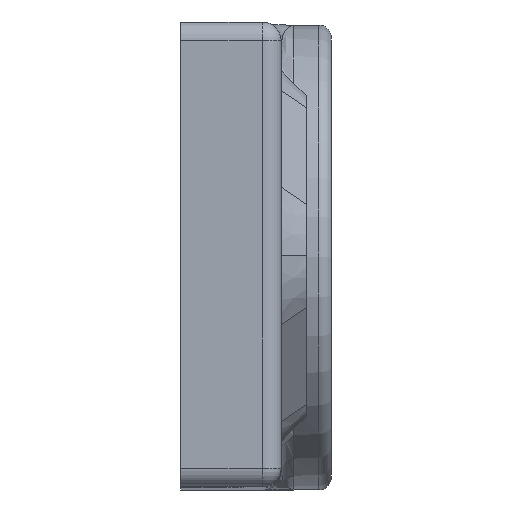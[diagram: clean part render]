
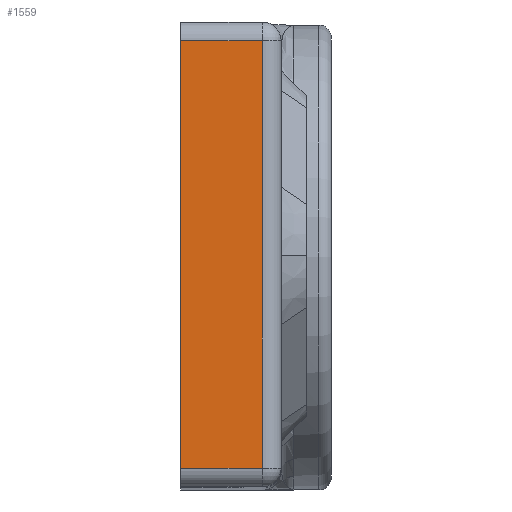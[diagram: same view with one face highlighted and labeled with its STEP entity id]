
A CAD part, top view. The second image highlights one B-rep face of the part: STEP entity #1559.
In plain terms, the highlighted planar face has unit normal (0, 0, 1).
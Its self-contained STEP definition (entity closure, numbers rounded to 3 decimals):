
#102 = DIRECTION ( 'NONE',  ( 1., 0., 0. ) ) ;
#119 = CARTESIAN_POINT ( 'NONE',  ( -12., -17., 140. ) ) ;
#403 = DIRECTION ( 'NONE',  ( -1., 0., 0. ) ) ;
#451 = CARTESIAN_POINT ( 'NONE',  ( 0., 17., 140. ) ) ;
#608 = ORIENTED_EDGE ( 'NONE', *, *, #2682, .T. ) ;
#691 = VECTOR ( 'NONE', #5897, 1000. ) ;
#707 = ORIENTED_EDGE ( 'NONE', *, *, #2595, .T. ) ;
#1019 = DIRECTION ( 'NONE',  ( 0., 0., 1. ) ) ;
#1053 = FACE_OUTER_BOUND ( 'NONE', #3602, .T. ) ;
#1055 = VERTEX_POINT ( 'NONE', #2825 ) ;
#1174 = VERTEX_POINT ( 'NONE', #451 ) ;
#1499 = DIRECTION ( 'NONE',  ( 1., 0., 0. ) ) ;
#1559 = ADVANCED_FACE ( 'NONE', ( #1053 ), #4471, .T. ) ;
#1568 = ORIENTED_EDGE ( 'NONE', *, *, #3539, .F. ) ;
#1596 = VERTEX_POINT ( 'NONE', #6451 ) ;
#1739 = ORIENTED_EDGE ( 'NONE', *, *, #4610, .T. ) ;
#1992 = CARTESIAN_POINT ( 'NONE',  ( -12., -18.5, 140. ) ) ;
#2065 = LINE ( 'NONE', #4623, #3704 ) ;
#2595 = EDGE_CURVE ( 'NONE', #5413, #1596, #4780, .T. ) ;
#2682 = EDGE_CURVE ( 'NONE', #1596, #1055, #2065, .T. ) ;
#2825 = CARTESIAN_POINT ( 'NONE',  ( 6.5, 17., 140. ) ) ;
#3164 = AXIS2_PLACEMENT_3D ( 'NONE', #1992, #1019, #1499 ) ;
#3227 = VECTOR ( 'NONE', #102, 1000. ) ;
#3416 = LINE ( 'NONE', #4412, #3580 ) ;
#3539 = EDGE_CURVE ( 'NONE', #5413, #1174, #5449, .T. ) ;
#3580 = VECTOR ( 'NONE', #403, 1000. ) ;
#3602 = EDGE_LOOP ( 'NONE', ( #1568, #707, #608, #1739 ) ) ;
#3704 = VECTOR ( 'NONE', #4174, 1000. ) ;
#4174 = DIRECTION ( 'NONE',  ( 0., 1., 0. ) ) ;
#4412 = CARTESIAN_POINT ( 'NONE',  ( -12., 17., 140. ) ) ;
#4471 = PLANE ( 'NONE',  #3164 ) ;
#4610 = EDGE_CURVE ( 'NONE', #1055, #1174, #3416, .T. ) ;
#4623 = CARTESIAN_POINT ( 'NONE',  ( 6.5, 18.5, 140. ) ) ;
#4780 = LINE ( 'NONE', #119, #3227 ) ;
#4852 = CARTESIAN_POINT ( 'NONE',  ( 0., -18.5, 140. ) ) ;
#5262 = CARTESIAN_POINT ( 'NONE',  ( 0., -17., 140. ) ) ;
#5413 = VERTEX_POINT ( 'NONE', #5262 ) ;
#5449 = LINE ( 'NONE', #4852, #691 ) ;
#5897 = DIRECTION ( 'NONE',  ( 0., 1., 0. ) ) ;
#6451 = CARTESIAN_POINT ( 'NONE',  ( 6.5, -17., 140. ) ) ;
